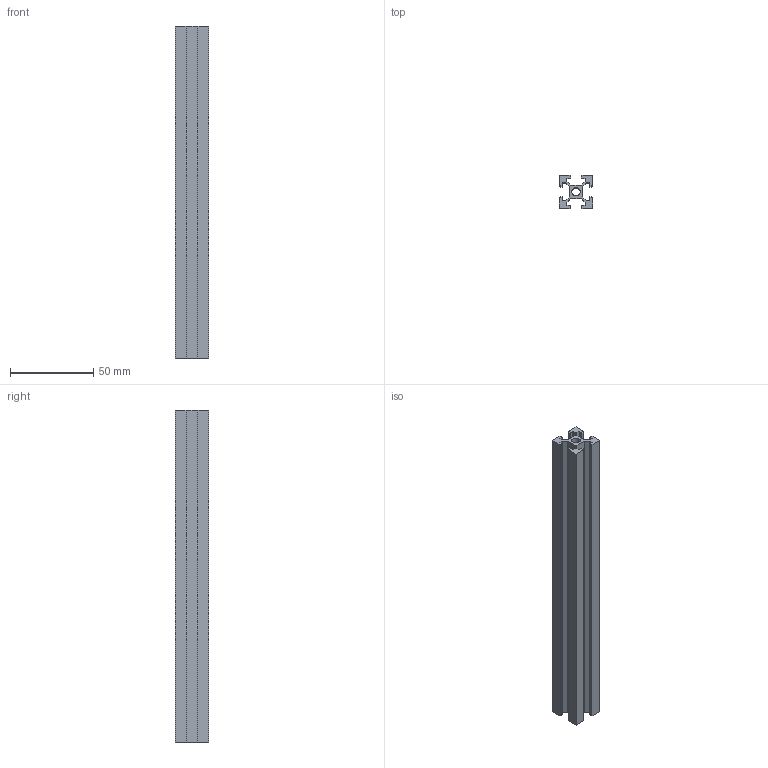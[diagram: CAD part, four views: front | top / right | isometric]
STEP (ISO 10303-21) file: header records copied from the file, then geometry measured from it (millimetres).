
FILE_DESCRIPTION (( 'STEP AP214' ), '1' );
FILE_NAME ('2020_Extruded_Aluminum_200mm.STEP', '2023-08-09T02:06:15', ( '' ), ( '' ), 'SwSTEP 2.0', 'SolidWorks 2023', '' );
FILE_SCHEMA (( 'AUTOMOTIVE_DESIGN' ));
Length unit declared in the file: millimetre
Products named in the file (1): 2020_Extruded_Aluminum_200mm
Bounding box: 20 x 20 x 200 mm (x, y, z)
Volume: 33531.4 mm3; surface area: 34508.9 mm2
Topology: 1 solids, 1 shells, 64 faces, 186 edges, 124 vertices
Faces by surface type: plane 62, cylinder 2
Entity records: 2101 total; most frequent: CARTESIAN_POINT 375, ORIENTED_EDGE 372, DIRECTION 320, EDGE_CURVE 186, LINE 182, VECTOR 182, VERTEX_POINT 124, AXIS2_PLACEMENT_3D 69
